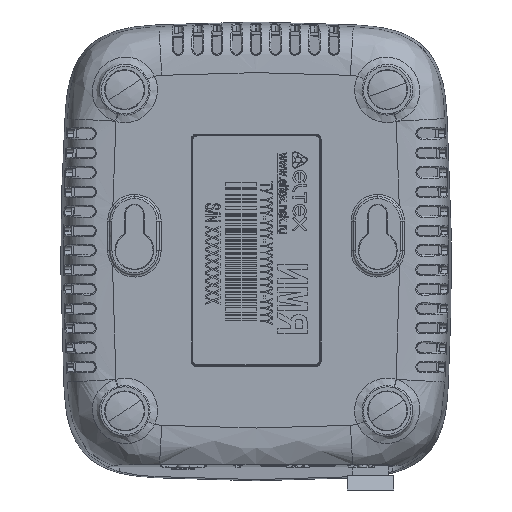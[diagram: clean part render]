
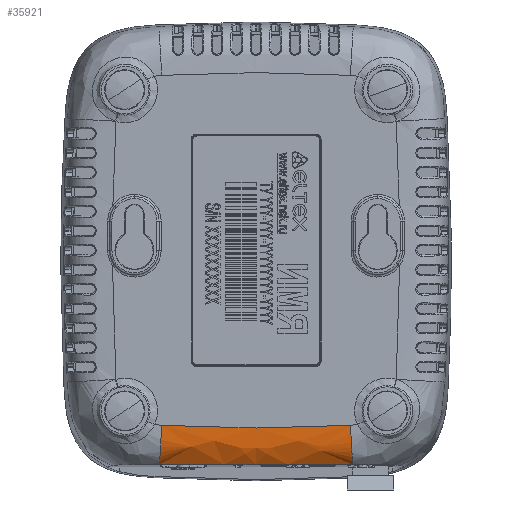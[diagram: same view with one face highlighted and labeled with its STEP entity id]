
A CAD part, front view. The second image highlights one B-rep face of the part: STEP entity #35921.
In plain terms, the highlighted free-form (B-spline) face has degree [5, 3] with [8, 4] control points.
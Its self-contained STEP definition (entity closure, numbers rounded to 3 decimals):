
#1141 = ORIENTED_EDGE ( 'NONE', *, *, #129201, .T. ) ;
#5683 = FACE_OUTER_BOUND ( 'NONE', #200195, .T. ) ;
#9960 = CARTESIAN_POINT ( 'NONE',  ( -19.848, 2.655, -44.026 ) ) ;
#10932 = CARTESIAN_POINT ( 'NONE',  ( 13.239, 2.264, -44.016 ) ) ;
#11628 = CARTESIAN_POINT ( 'NONE',  ( 19.388, 0., -35.958 ) ) ;
#19140 = CARTESIAN_POINT ( 'NONE',  ( -19.848, 2.655, -44.026 ) ) ;
#19271 = VERTEX_POINT ( 'NONE', #122234 ) ;
#22927 = CARTESIAN_POINT ( 'NONE',  ( 6.663, 6.262, -46.517 ) ) ;
#23853 = CARTESIAN_POINT ( 'NONE',  ( -6.463, 0., -36.695 ) ) ;
#23918 = CARTESIAN_POINT ( 'NONE',  ( -6.538, 0., -39.915 ) ) ;
#26215 = CARTESIAN_POINT ( 'NONE',  ( 19.848, 2.655, -44.026 ) ) ;
#26376 = CARTESIAN_POINT ( 'NONE',  ( -19.771, 1.166, -42.684 ) ) ;
#28002 = ORIENTED_EDGE ( 'NONE', *, *, #52278, .T. ) ;
#31962 = B_SPLINE_CURVE_WITH_KNOTS ( 'NONE', 5,
 ( #58246, #184403, #166131, #60273, #170151, #200611, #169149, #43959 ),
 .UNSPECIFIED., .F., .F.,
 ( 6, 2, 6 ),
 ( 0.447, 0.5, 1. ),
 .UNSPECIFIED. ) ;
#35921 = ADVANCED_FACE ( 'NONE', ( #5683 ), #175598, .T. ) ;
#37226 = B_SPLINE_CURVE_WITH_KNOTS ( 'NONE', 3,
 ( #52317, #23853, #177462, #98163 ),
 .UNSPECIFIED., .F., .F.,
 ( 4, 4 ),
 ( 0., 1. ),
 .UNSPECIFIED. ) ;
#38131 = CARTESIAN_POINT ( 'NONE',  ( -6.665, 7.869, -46.602 ) ) ;
#38429 = CARTESIAN_POINT ( 'NONE',  ( -6.621, 2.07, -44.011 ) ) ;
#40105 = CARTESIAN_POINT ( 'NONE',  ( -6.647, 2.746, -45.673 ) ) ;
#41528 = CARTESIAN_POINT ( 'NONE',  ( -19.571, 0., -39.172 ) ) ;
#43959 = CARTESIAN_POINT ( 'NONE',  ( 19.388, 0., -35.958 ) ) ;
#48190 = CARTESIAN_POINT ( 'NONE',  ( -19.388, 0., -35.958 ) ) ;
#48504 = VERTEX_POINT ( 'NONE', #103902 ) ;
#52278 = EDGE_CURVE ( 'NONE', #48504, #111053, #31962, .T. ) ;
#52317 = CARTESIAN_POINT ( 'NONE',  ( -19.388, 0., -35.958 ) ) ;
#54592 = B_SPLINE_CURVE_WITH_KNOTS ( 'NONE', 5,
 ( #56791, #87387, #41528, #103677, #26376, #88385, #150483, #19140 ),
 .UNSPECIFIED., .F., .F.,
 ( 6, 2, 6 ),
 ( 0., 0.5, 0.553 ),
 .UNSPECIFIED. ) ;
#56368 = CARTESIAN_POINT ( 'NONE',  ( -6.477, 0., -36.694 ) ) ;
#56791 = CARTESIAN_POINT ( 'NONE',  ( -19.388, 0., -35.958 ) ) ;
#57986 = CARTESIAN_POINT ( 'NONE',  ( 19.388, 0., -35.958 ) ) ;
#58246 = CARTESIAN_POINT ( 'NONE',  ( 19.848, 2.655, -44.026 ) ) ;
#60273 = CARTESIAN_POINT ( 'NONE',  ( 19.771, 1.166, -42.684 ) ) ;
#68671 = CARTESIAN_POINT ( 'NONE',  ( 19.951, 7.869, -45.844 ) ) ;
#69328 = B_SPLINE_CURVE_WITH_KNOTS ( 'NONE', 3,
 ( #9960, #104506, #119754, #38429, #88224, #166531, #133063, #10932, #103522, #26215 ),
 .UNSPECIFIED., .F., .F.,
 ( 4, 2, 2, 2, 4 ),
 ( 0., 0.01, 0.02, 0.03, 0.04 ),
 .UNSPECIFIED. ) ;
#69674 = CARTESIAN_POINT ( 'NONE',  ( 19.947, 6.262, -45.76 ) ) ;
#74316 = VERTEX_POINT ( 'NONE', #48190 ) ;
#86932 = CARTESIAN_POINT ( 'NONE',  ( -19.947, 6.262, -45.76 ) ) ;
#87387 = CARTESIAN_POINT ( 'NONE',  ( -19.479, 0., -37.565 ) ) ;
#88224 = CARTESIAN_POINT ( 'NONE',  ( -3.31, 2.027, -44.01 ) ) ;
#88385 = CARTESIAN_POINT ( 'NONE',  ( -19.836, 2.405, -43.82 ) ) ;
#98163 = CARTESIAN_POINT ( 'NONE',  ( 19.388, 0., -35.958 ) ) ;
#99235 = CARTESIAN_POINT ( 'NONE',  ( -6.666, 9.477, -46.686 ) ) ;
#100225 = CARTESIAN_POINT ( 'NONE',  ( -19.951, 7.869, -45.844 ) ) ;
#103522 = CARTESIAN_POINT ( 'NONE',  ( 16.545, 2.412, -44.02 ) ) ;
#103677 = CARTESIAN_POINT ( 'NONE',  ( -19.683, 0.364, -41.135 ) ) ;
#103902 = CARTESIAN_POINT ( 'NONE',  ( 19.848, 2.655, -44.026 ) ) ;
#104506 = CARTESIAN_POINT ( 'NONE',  ( -16.545, 2.412, -44.02 ) ) ;
#111053 = VERTEX_POINT ( 'NONE', #57986 ) ;
#115479 = CARTESIAN_POINT ( 'NONE',  ( 6.665, 7.869, -46.602 ) ) ;
#116489 = CARTESIAN_POINT ( 'NONE',  ( -6.507, 0., -38.305 ) ) ;
#117499 = CARTESIAN_POINT ( 'NONE',  ( 6.507, 0., -38.305 ) ) ;
#119459 = CARTESIAN_POINT ( 'NONE',  ( -19.899, 2.746, -44.917 ) ) ;
#119754 = CARTESIAN_POINT ( 'NONE',  ( -13.239, 2.264, -44.016 ) ) ;
#120453 = CARTESIAN_POINT ( 'NONE',  ( 6.605, 0.659, -43.472 ) ) ;
#122234 = CARTESIAN_POINT ( 'NONE',  ( -19.848, 2.655, -44.026 ) ) ;
#129201 = EDGE_CURVE ( 'NONE', #19271, #48504, #69328, .T. ) ;
#129771 = CARTESIAN_POINT ( 'NONE',  ( 19.956, 9.477, -45.928 ) ) ;
#130827 = EDGE_CURVE ( 'NONE', #74316, #111053, #37226, .T. ) ;
#132352 = ORIENTED_EDGE ( 'NONE', *, *, #138241, .T. ) ;
#133063 = CARTESIAN_POINT ( 'NONE',  ( 6.622, 2.07, -44.011 ) ) ;
#138241 = EDGE_CURVE ( 'NONE', #74316, #19271, #54592, .T. ) ;
#149047 = CARTESIAN_POINT ( 'NONE',  ( 6.538, 0., -39.915 ) ) ;
#150483 = CARTESIAN_POINT ( 'NONE',  ( -19.842, 2.528, -43.925 ) ) ;
#151993 = CARTESIAN_POINT ( 'NONE',  ( 6.647, 2.746, -45.673 ) ) ;
#161262 = CARTESIAN_POINT ( 'NONE',  ( -19.956, 9.477, -45.928 ) ) ;
#162147 = ORIENTED_EDGE ( 'NONE', *, *, #130827, .F. ) ;
#163276 = CARTESIAN_POINT ( 'NONE',  ( -19.388, 0., -35.958 ) ) ;
#165247 = CARTESIAN_POINT ( 'NONE',  ( 19.899, 2.746, -44.917 ) ) ;
#166131 = CARTESIAN_POINT ( 'NONE',  ( 19.836, 2.405, -43.82 ) ) ;
#166233 = CARTESIAN_POINT ( 'NONE',  ( 19.571, 0., -39.172 ) ) ;
#166531 = CARTESIAN_POINT ( 'NONE',  ( 3.311, 2.027, -44.01 ) ) ;
#167228 = CARTESIAN_POINT ( 'NONE',  ( 19.773, 0.659, -42.721 ) ) ;
#169149 = CARTESIAN_POINT ( 'NONE',  ( 19.479, 0., -37.565 ) ) ;
#170151 = CARTESIAN_POINT ( 'NONE',  ( 19.683, 0.364, -41.135 ) ) ;
#175598 = B_SPLINE_SURFACE_WITH_KNOTS ( 'NONE', 5, 3, ( 
 ( #129771, #191764, #99235, #161262 ),
 ( #68671, #115479, #38131, #100225 ),
 ( #69674, #22927, #188756, #86932 ),
 ( #165247, #151993, #40105, #119459 ),
 ( #167228, #120453, #195745, #181524 ),
 ( #166233, #149047, #23918, #178532 ),
 ( #180515, #117499, #116489, #179535 ),
 ( #11628, #197711, #56368, #163276 ) ),
 .UNSPECIFIED., .F., .F., .F.,
 ( 6, 2, 6 ),
 ( 4, 4 ),
 ( 0., 0.5, 1. ),
 ( 3.085, 3.199 ),
 .UNSPECIFIED. ) ;
#177462 = CARTESIAN_POINT ( 'NONE',  ( 6.463, 0., -36.695 ) ) ;
#178532 = CARTESIAN_POINT ( 'NONE',  ( -19.571, 0., -39.172 ) ) ;
#179535 = CARTESIAN_POINT ( 'NONE',  ( -19.479, 0., -37.565 ) ) ;
#180515 = CARTESIAN_POINT ( 'NONE',  ( 19.479, 0., -37.565 ) ) ;
#181524 = CARTESIAN_POINT ( 'NONE',  ( -19.773, 0.659, -42.721 ) ) ;
#184403 = CARTESIAN_POINT ( 'NONE',  ( 19.842, 2.528, -43.925 ) ) ;
#188756 = CARTESIAN_POINT ( 'NONE',  ( -6.663, 6.262, -46.517 ) ) ;
#191764 = CARTESIAN_POINT ( 'NONE',  ( 6.666, 9.477, -46.686 ) ) ;
#195745 = CARTESIAN_POINT ( 'NONE',  ( -6.605, 0.659, -43.472 ) ) ;
#197711 = CARTESIAN_POINT ( 'NONE',  ( 6.477, 0., -36.694 ) ) ;
#200195 = EDGE_LOOP ( 'NONE', ( #132352, #1141, #28002, #162147 ) ) ;
#200611 = CARTESIAN_POINT ( 'NONE',  ( 19.571, 0., -39.172 ) ) ;
